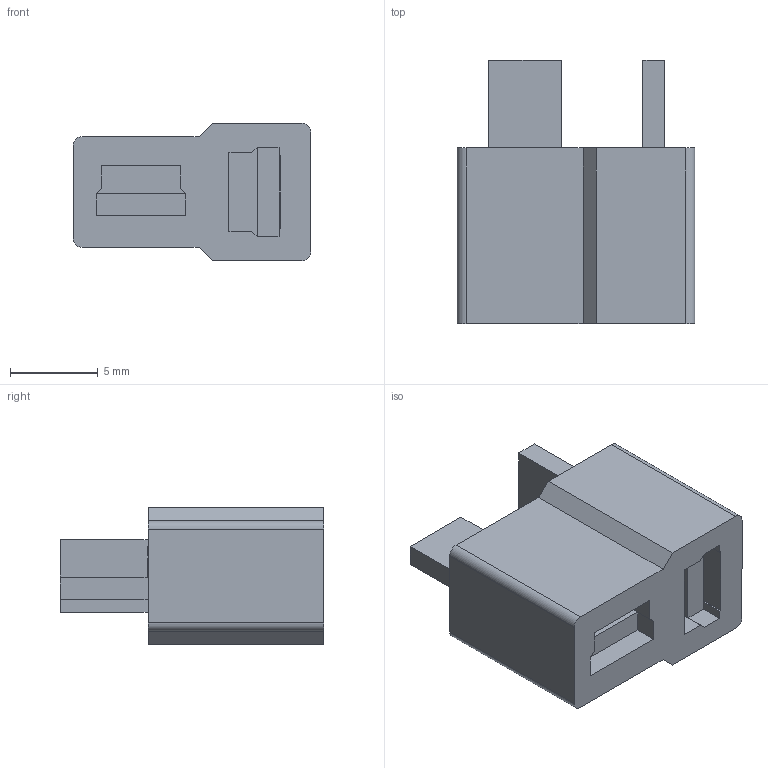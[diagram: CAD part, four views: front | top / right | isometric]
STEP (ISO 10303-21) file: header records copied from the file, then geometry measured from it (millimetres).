
FILE_DESCRIPTION (( 'STEP AP214' ), '1' );
FILE_NAME ('User Library-Deans female T-connector.STEP', '2021-03-09T11:54:53', ( '' ), ( '' ), 'SwSTEP 2.0', 'SolidWorks 2020', '' );
FILE_SCHEMA (( 'AUTOMOTIVE_DESIGN' ));
Length unit declared in the file: millimetre
Products named in the file (1): User Library-Deans female T-connector
Bounding box: 13.5 x 15 x 7.8 mm (x, y, z)
Volume: 840.8 mm3; surface area: 1004.1 mm2
Topology: 1 solids, 1 shells, 82 faces, 216 edges, 142 vertices
Faces by surface type: plane 66, cylinder 16
Entity records: 2912 total; most frequent: CARTESIAN_POINT 441, ORIENTED_EDGE 432, DIRECTION 414, EDGE_CURVE 216, LINE 184, VECTOR 184, VERTEX_POINT 142, AXIS2_PLACEMENT_3D 115
